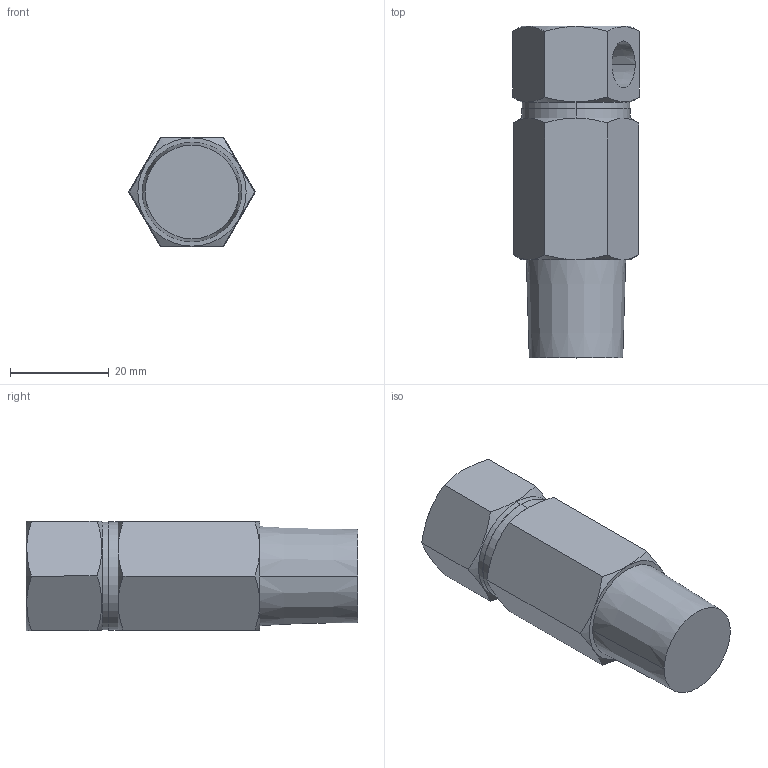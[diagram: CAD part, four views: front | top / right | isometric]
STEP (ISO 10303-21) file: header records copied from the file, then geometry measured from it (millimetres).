
FILE_DESCRIPTION (( 'STEP AP214' ), '1' );
FILE_NAME ('7172.STEP', '2010-08-10T17:26:28', ( 'Mary Jo Helmbrecht' ), ( 'DDC' ), 'SwSTEP 2.0', 'SolidWorks 2010', '' );
FILE_SCHEMA (( 'AUTOMOTIVE_DESIGN' ));
Length unit declared in the file: inch
Products named in the file (4): 7172; 34167; 7142; 34166
Assembly tree (3 placements, depth 3):
  7172
    7142
      34166
      34167
Bounding box: 25.66 x 67.29 x 22.23 mm (x, y, z)
Volume: 24975.4 mm3; surface area: 6713.4 mm2
Topology: 2 solids, 2 shells, 47 faces, 104 edges, 63 vertices
Faces by surface type: cone 22, plane 19, cylinder 6
Entity records: 2194 total; most frequent: CARTESIAN_POINT 499, ORIENTED_EDGE 204, DIRECTION 204, EDGE_CURVE 102, AXIS2_PLACEMENT_3D 88, VERTEX_POINT 63, LENGTH_MEASURE_WITH_UNIT 52, DIMENSIONAL_EXPONENTS 52
